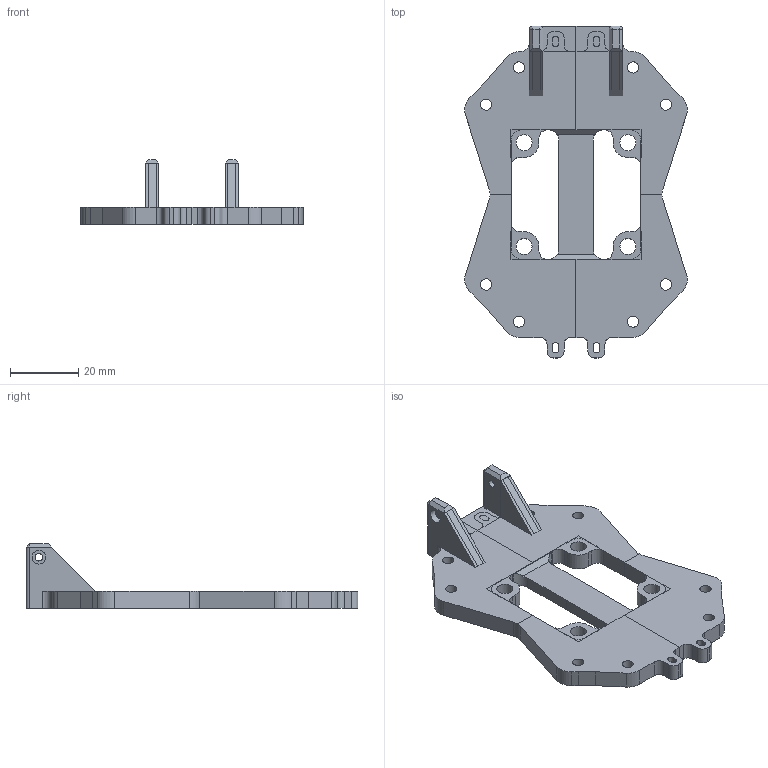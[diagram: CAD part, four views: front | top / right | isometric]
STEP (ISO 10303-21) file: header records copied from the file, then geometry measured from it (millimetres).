
FILE_DESCRIPTION(('FreeCAD Model'),'2;1');
FILE_NAME('Open CASCADE Shape Model','2025-01-04T13:13:43',(''),(''), 'Open CASCADE STEP processor 7.8','FreeCAD','Unknown');
FILE_SCHEMA(('AUTOMOTIVE_DESIGN { 1 0 10303 214 1 1 1 1 }'));
Length unit declared in the file: millimetre
Products named in the file (1): Top
Bounding box: 65.37 x 97.5 x 19 mm (x, y, z)
Volume: 20854.7 mm3; surface area: 12052.2 mm2
Topology: 1 solids, 1 shells, 203 faces, 644 edges, 445 vertices
Faces by surface type: plane 135, cylinder 64, cone 4
Full cylindrical faces by diameter (mm): 2.2 x2, 3.3 x8, 4 x2, 4.7 x4
Entity records: 16014 total; most frequent: CARTESIAN_POINT 3237, DIRECTION 2414, LINE 1520, VECTOR 1520, ORIENTED_EDGE 1288, PCURVE 1288, DEFINITIONAL_REPRESENTATION 1288, EDGE_CURVE 644
